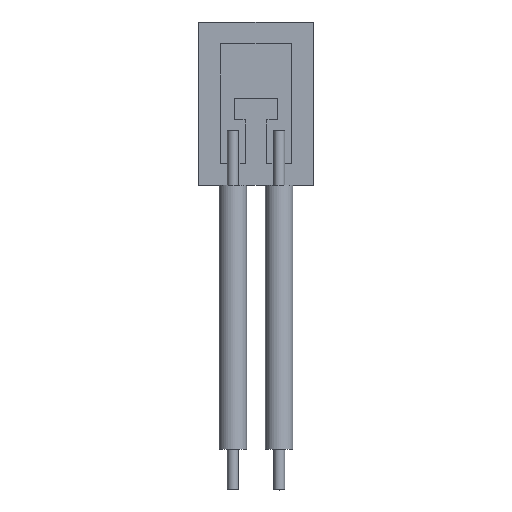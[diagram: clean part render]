
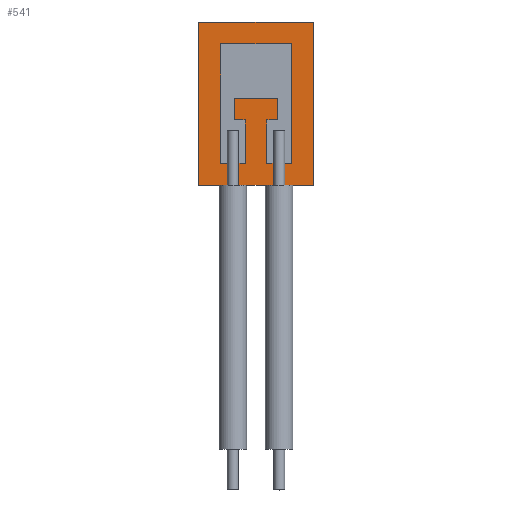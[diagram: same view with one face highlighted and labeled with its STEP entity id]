
A CAD part, top view. The second image highlights one B-rep face of the part: STEP entity #541.
In plain terms, the highlighted planar face has unit normal (0, 0, 1).
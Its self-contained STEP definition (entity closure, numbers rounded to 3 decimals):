
#51=FACE_OUTER_BOUND('',#87,.T.);
#87=EDGE_LOOP('',(#379,#380,#381,#382));
#123=LINE('',#802,#183);
#127=LINE('',#810,#187);
#130=LINE('',#816,#190);
#133=LINE('',#821,#193);
#183=VECTOR('',#644,10.);
#187=VECTOR('',#650,10.);
#190=VECTOR('',#655,10.);
#193=VECTOR('',#660,10.);
#243=VERTEX_POINT('',#800);
#244=VERTEX_POINT('',#801);
#247=VERTEX_POINT('',#809);
#249=VERTEX_POINT('',#815);
#291=EDGE_CURVE('',#243,#244,#123,.T.);
#295=EDGE_CURVE('',#247,#243,#127,.T.);
#298=EDGE_CURVE('',#249,#247,#130,.T.);
#301=EDGE_CURVE('',#244,#249,#133,.T.);
#379=ORIENTED_EDGE('',*,*,#301,.F.);
#380=ORIENTED_EDGE('',*,*,#291,.F.);
#381=ORIENTED_EDGE('',*,*,#295,.F.);
#382=ORIENTED_EDGE('',*,*,#298,.F.);
#511=PLANE('',#596);
#541=ADVANCED_FACE('',(#51),#511,.T.);
#596=AXIS2_PLACEMENT_3D('',#823,#662,#663);
#644=DIRECTION('',(0.,1.,0.));
#650=DIRECTION('',(-1.,0.,0.));
#655=DIRECTION('',(0.,-1.,0.));
#660=DIRECTION('',(1.,0.,0.));
#662=DIRECTION('center_axis',(0.,0.,1.));
#663=DIRECTION('ref_axis',(1.,0.,0.));
#800=CARTESIAN_POINT('',(-1.05,-1.5,0.));
#801=CARTESIAN_POINT('',(-1.05,1.5,0.));
#802=CARTESIAN_POINT('',(-1.05,-1.5,0.));
#809=CARTESIAN_POINT('',(1.05,-1.5,0.));
#810=CARTESIAN_POINT('',(1.05,-1.5,0.));
#815=CARTESIAN_POINT('',(1.05,1.5,0.));
#816=CARTESIAN_POINT('',(1.05,1.5,0.));
#821=CARTESIAN_POINT('',(-1.05,1.5,0.));
#823=CARTESIAN_POINT('Origin',(0.,0.,
0.));
